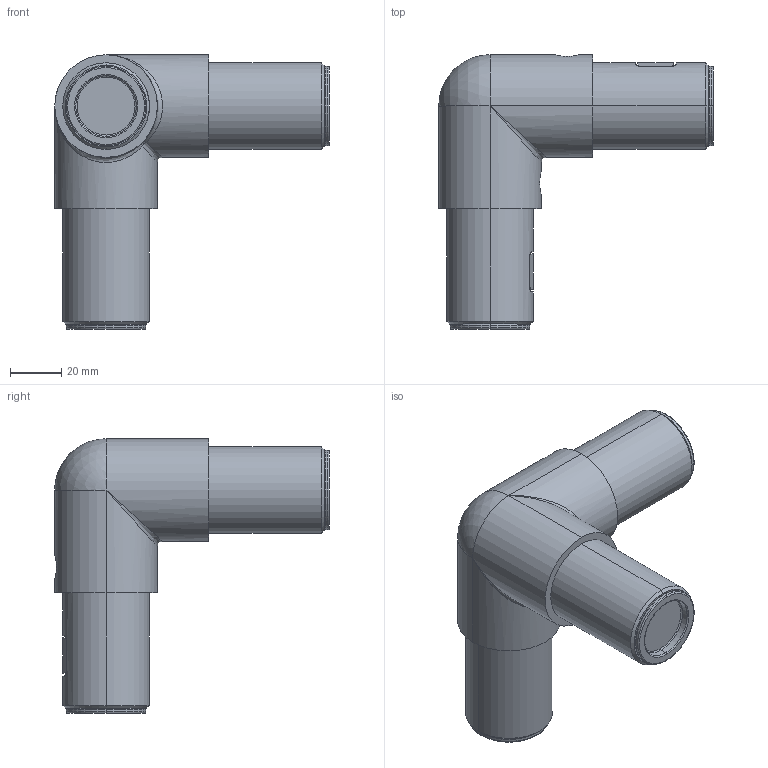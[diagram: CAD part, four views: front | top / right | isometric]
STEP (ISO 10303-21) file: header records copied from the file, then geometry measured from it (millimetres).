
FILE_DESCRIPTION (( 'STEP AP203' ), '1' );
FILE_NAME ('SPS.JC40.A90L.STEP', '2014-05-20T05:55:35', ( 'USER' ), ( 'Microsoft' ), 'SwSTEP 2.0', 'SolidWorks 2012', '' );
FILE_SCHEMA (( 'CONFIG_CONTROL_DESIGN' ));
Length unit declared in the file: millimetre
Products named in the file (8): SPS.JC40.A90L; 諶裔; hex socket set screws with cone point gb_GB_FASTENER_SCREWS_HSCP M10X16-C; 賑輸; 賑裝粟銅蚾饜1; 粟銅; 賑裝-1; 90僅L倛諉芛
Assembly tree (15 placements, depth 3):
  SPS.JC40.A90L
    90僅L倛諉芛
    賑裝粟銅蚾饜1  x3
      賑裝-1
      粟銅
    賑輸  x3
    hex socket set screws with cone point gb_GB_FASTENER_SCREWS_HSCP M10X16-C  x3
    諶裔  x3
Bounding box: 107 x 107 x 107 mm (x, y, z)
Volume: 219851.4 mm3; surface area: 65801.3 mm2
Topology: 16 solids, 16 shells, 403 faces, 942 edges, 570 vertices
Faces by surface type: plane 174, cylinder 113, cone 66, torus 33, bspline 15, sphere 2
Entity records: 13645 total; most frequent: CARTESIAN_POINT 7977, ORIENTED_EDGE 968, DIRECTION 954, EDGE_CURVE 484, AXIS2_PLACEMENT_3D 362, VERTEX_POINT 302, LINE 230, VECTOR 230
